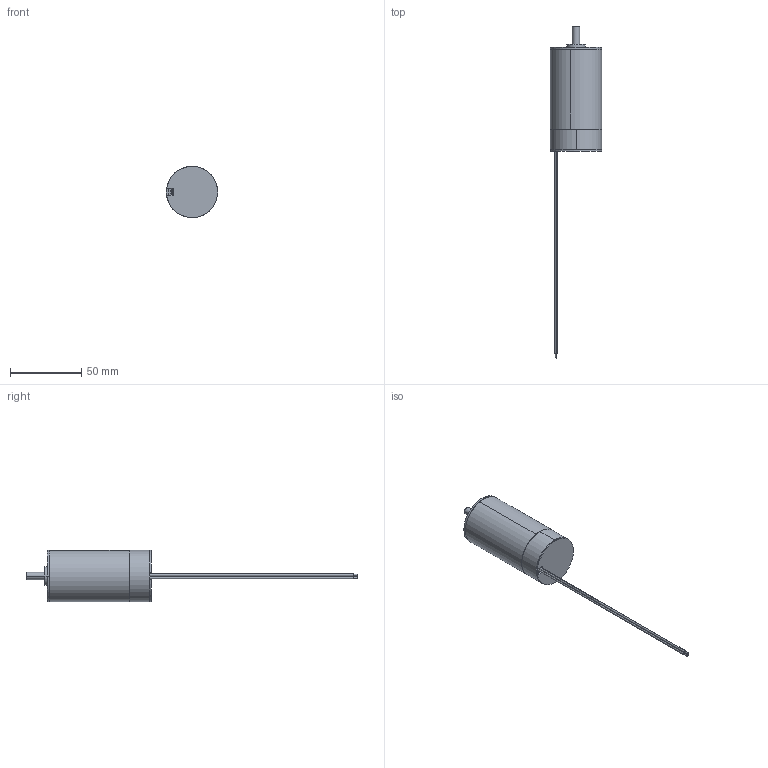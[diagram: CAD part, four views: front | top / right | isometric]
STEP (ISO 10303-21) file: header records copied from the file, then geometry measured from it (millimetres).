
FILE_DESCRIPTION (( 'STEP AP203' ), '1' );
FILE_NAME ('ECD3673S.STEP', '2016-12-27T02:50:00', ( 'Sky123.Org' ), ( 'Sky123.Org' ), 'SwSTEP 2.0', 'SolidWorks 2013', '' );
FILE_SCHEMA (( 'CONFIG_CONTROL_DESIGN' ));
Length unit declared in the file: millimetre
Products named in the file (7): 01.14.0126 傷赽盄; ECD3673S; 01.10.0350 粣; 01.02.0143 綴傷裔; 01.02.0115 綴傷裔; 01.01.0022 ヶ傷裔; 01.07.0014 儂褲
Assembly tree (6 placements, depth 2):
  ECD3673S
    01.07.0014 儂褲
    01.01.0022 ヶ傷裔
    01.02.0115 綴傷裔
    01.02.0143 綴傷裔
    01.10.0350 粣
    01.14.0126 傷赽盄
Bounding box: 36 x 233.3 x 36 mm (x, y, z)
Volume: 21054.5 mm3; surface area: 26890.9 mm2
Topology: 7 solids, 7 shells, 155 faces, 356 edges, 230 vertices
Faces by surface type: cylinder 85, plane 48, cone 22
Entity records: 5237 total; most frequent: DIRECTION 864, CARTESIAN_POINT 786, ORIENTED_EDGE 712, EDGE_CURVE 356, AXIS2_PLACEMENT_3D 356, VERTEX_POINT 230, CIRCLE 192, EDGE_LOOP 192
